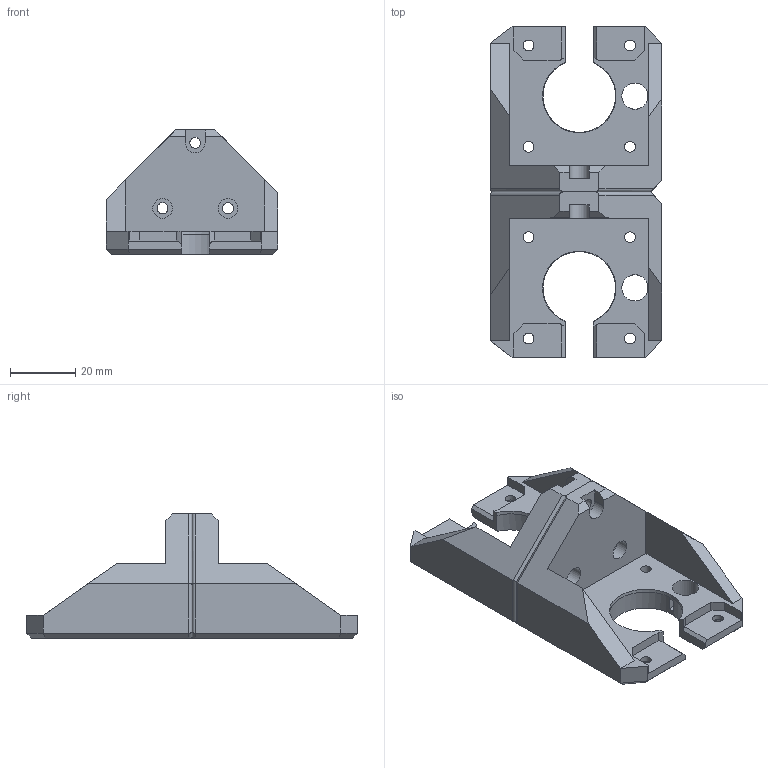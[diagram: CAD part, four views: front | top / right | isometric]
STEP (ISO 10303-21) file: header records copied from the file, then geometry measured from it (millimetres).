
FILE_DESCRIPTION( ( '' ), ' ' );
FILE_NAME( '5a7e3c757adbb00ed9cb3f03.step', '2018-02-10T00:27:34', ( '' ), ( '' ), ' ', ' ', ' ' );
FILE_SCHEMA( ( 'AUTOMOTIVE_DESIGN { 1 0 10303 214 1 1 1 1 }' ) );
Length unit declared in the file: metre
Products named in the file (2): z_motor_mount; z_motor_mount(Mirror)
Bounding box: 52.5 x 101 x 38 mm (x, y, z)
Volume: 51919 mm3; surface area: 21537.6 mm2
Topology: 2 solids, 34 shells, 482 faces, 1150 edges, 742 vertices
Faces by surface type: plane 422, cylinder 48, cone 12
Full cylindrical faces by diameter (mm): 3.3 x8, 6 x12, 8 x2
Entity records: 17386 total; most frequent: CARTESIAN_POINT 2328, DIRECTION 2264, ORIENTED_EDGE 2220, EDGE_CURVE 1110, LINE 924, VECTOR 924, VERTEX_POINT 734, AXIS2_PLACEMENT_3D 670
